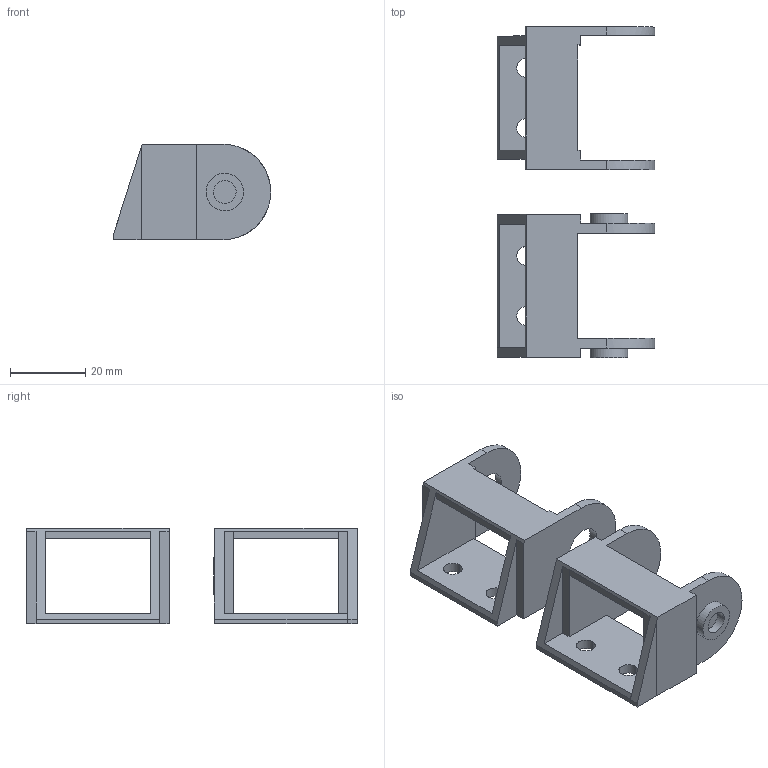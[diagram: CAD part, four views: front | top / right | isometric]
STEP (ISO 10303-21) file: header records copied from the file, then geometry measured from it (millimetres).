
FILE_DESCRIPTION(/* description */ (''),/* implementation_level */ '2;1');
FILE_NAME(/* name */ 'PONTEI~3',/* time_stamp */ '2023-03-30T10:00:22-03:00',/* author */ (''),/* organization */ (''),/* preprocessor_version */ 'ST-DEVELOPER v15',/* originating_system */ '',/* authorisation */ '');
FILE_SCHEMA (('AUTOMOTIVE_DESIGN'));
Length unit declared in the file: centimetre
Products named in the file (1): Document
Bounding box: 41.84 x 88.07 x 25.4 mm (x, y, z)
Volume: 17857.4 mm3; surface area: 13547.7 mm2
Topology: 2 solids, 2 shells, 79 faces, 222 edges, 148 vertices
Faces by surface type: plane 51, bspline 28
Entity records: 2569 total; most frequent: CARTESIAN_POINT 1139, ORIENTED_EDGE 444, EDGE_CURVE 222, B_SPLINE_CURVE_WITH_KNOTS 150, VERTEX_POINT 148, EDGE_LOOP 96, ADVANCED_FACE 79, FACE_OUTER_BOUND 79
